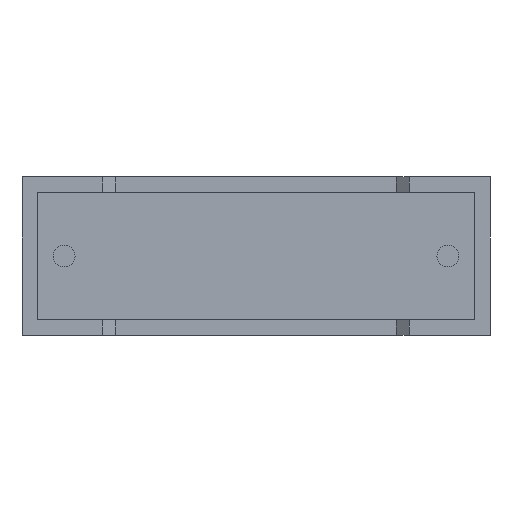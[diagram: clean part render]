
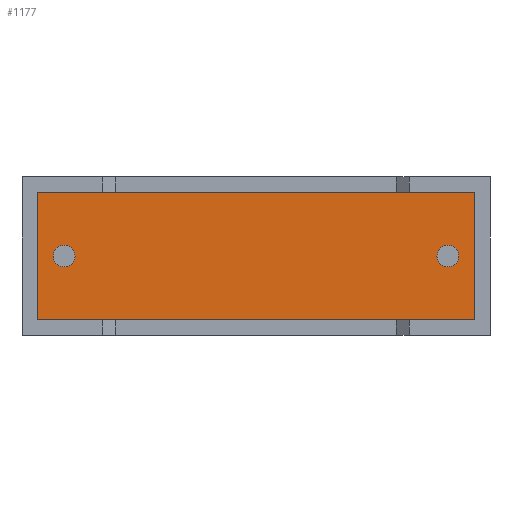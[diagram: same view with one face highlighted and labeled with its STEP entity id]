
A CAD part, front view. The second image highlights one B-rep face of the part: STEP entity #1177.
In plain terms, the highlighted planar face has unit normal (0, -1, 0).
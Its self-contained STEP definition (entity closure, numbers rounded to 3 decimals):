
#81 = LINE ( 'NONE', #2359, #2268 ) ;
#136 = VECTOR ( 'NONE', #1443, 1000. ) ;
#142 = CARTESIAN_POINT ( 'NONE',  ( 0.61, 0.75, 5.59 ) ) ;
#240 = LINE ( 'NONE', #1415, #136 ) ;
#268 = VERTEX_POINT ( 'NONE', #790 ) ;
#313 = EDGE_CURVE ( 'NONE', #2326, #2434, #1016, .T. ) ;
#328 = ORIENTED_EDGE ( 'NONE', *, *, #673, .F. ) ;
#329 = DIRECTION ( 'NONE',  ( 0., -1., 0. ) ) ;
#341 = FACE_BOUND ( 'NONE', #730, .T. ) ;
#454 = ORIENTED_EDGE ( 'NONE', *, *, #313, .T. ) ;
#491 = ORIENTED_EDGE ( 'NONE', *, *, #1364, .F. ) ;
#503 = EDGE_CURVE ( 'NONE', #2596, #3045, #240, .T. ) ;
#607 = LINE ( 'NONE', #645, #2050 ) ;
#641 = EDGE_CURVE ( 'NONE', #1420, #268, #2060, .T. ) ;
#645 = CARTESIAN_POINT ( 'NONE',  ( 17.69, 0.75, 5.59 ) ) ;
#671 = CIRCLE ( 'NONE', #674, 0.425 ) ;
#673 = EDGE_CURVE ( 'NONE', #1645, #699, #1014, .T. ) ;
#674 = AXIS2_PLACEMENT_3D ( 'NONE', #726, #949, #2613 ) ;
#681 = CARTESIAN_POINT ( 'NONE',  ( 17.69, 0.75, 0.61 ) ) ;
#699 = VERTEX_POINT ( 'NONE', #1739 ) ;
#726 = CARTESIAN_POINT ( 'NONE',  ( 16.65, 0.75, 3.1 ) ) ;
#730 = EDGE_LOOP ( 'NONE', ( #2367, #1418 ) ) ;
#790 = CARTESIAN_POINT ( 'NONE',  ( 1.65, 0.75, 3.525 ) ) ;
#949 = DIRECTION ( 'NONE',  ( 0., -1., 0. ) ) ;
#976 = CARTESIAN_POINT ( 'NONE',  ( 0., 0.75, 0. ) ) ;
#1009 = CARTESIAN_POINT ( 'NONE',  ( 1.65, 0.75, 3.1 ) ) ;
#1014 = CIRCLE ( 'NONE', #2115, 0.425 ) ;
#1016 = LINE ( 'NONE', #2577, #2196 ) ;
#1120 = DIRECTION ( 'NONE',  ( 0., -1., 0. ) ) ;
#1135 = AXIS2_PLACEMENT_3D ( 'NONE', #976, #2876, #2393 ) ;
#1177 = ADVANCED_FACE ( 'NONE', ( #1352, #1839, #341 ), #1908, .T. ) ;
#1207 = EDGE_CURVE ( 'NONE', #3045, #2326, #607, .T. ) ;
#1255 = EDGE_LOOP ( 'NONE', ( #491, #328 ) ) ;
#1297 = AXIS2_PLACEMENT_3D ( 'NONE', #2088, #1120, #1571 ) ;
#1330 = DIRECTION ( 'NONE',  ( -1., 0., 0. ) ) ;
#1338 = EDGE_CURVE ( 'NONE', #2434, #2596, #81, .T. ) ;
#1352 = FACE_BOUND ( 'NONE', #1255, .T. ) ;
#1364 = EDGE_CURVE ( 'NONE', #699, #1645, #671, .T. ) ;
#1415 = CARTESIAN_POINT ( 'NONE',  ( 17.69, 0.75, 0.61 ) ) ;
#1418 = ORIENTED_EDGE ( 'NONE', *, *, #641, .F. ) ;
#1420 = VERTEX_POINT ( 'NONE', #2396 ) ;
#1443 = DIRECTION ( 'NONE',  ( 0., 0., 1. ) ) ;
#1571 = DIRECTION ( 'NONE',  ( 0., 0., -1. ) ) ;
#1645 = VERTEX_POINT ( 'NONE', #2980 ) ;
#1739 = CARTESIAN_POINT ( 'NONE',  ( 16.65, 0.75, 3.525 ) ) ;
#1764 = DIRECTION ( 'NONE',  ( 1., 0., 0. ) ) ;
#1766 = CARTESIAN_POINT ( 'NONE',  ( 16.65, 0.75, 3.1 ) ) ;
#1839 = FACE_OUTER_BOUND ( 'NONE', #2917, .T. ) ;
#1908 = PLANE ( 'NONE',  #1135 ) ;
#1980 = DIRECTION ( 'NONE',  ( 0., 0., -1. ) ) ;
#2050 = VECTOR ( 'NONE', #1330, 1000. ) ;
#2060 = CIRCLE ( 'NONE', #2061, 0.425 ) ;
#2061 = AXIS2_PLACEMENT_3D ( 'NONE', #1009, #329, #1980 ) ;
#2070 = EDGE_CURVE ( 'NONE', #268, #1420, #2856, .T. ) ;
#2088 = CARTESIAN_POINT ( 'NONE',  ( 1.65, 0.75, 3.1 ) ) ;
#2115 = AXIS2_PLACEMENT_3D ( 'NONE', #1766, #2919, #2687 ) ;
#2196 = VECTOR ( 'NONE', #3046, 1000. ) ;
#2268 = VECTOR ( 'NONE', #1764, 1000. ) ;
#2326 = VERTEX_POINT ( 'NONE', #142 ) ;
#2359 = CARTESIAN_POINT ( 'NONE',  ( 0.61, 0.75, 0.61 ) ) ;
#2367 = ORIENTED_EDGE ( 'NONE', *, *, #2070, .F. ) ;
#2393 = DIRECTION ( 'NONE',  ( 0., 0., -1. ) ) ;
#2396 = CARTESIAN_POINT ( 'NONE',  ( 1.65, 0.75, 2.675 ) ) ;
#2434 = VERTEX_POINT ( 'NONE', #2724 ) ;
#2574 = ORIENTED_EDGE ( 'NONE', *, *, #503, .T. ) ;
#2577 = CARTESIAN_POINT ( 'NONE',  ( 0.61, 0.75, 5.59 ) ) ;
#2587 = CARTESIAN_POINT ( 'NONE',  ( 17.69, 0.75, 5.59 ) ) ;
#2596 = VERTEX_POINT ( 'NONE', #681 ) ;
#2613 = DIRECTION ( 'NONE',  ( 0., 0., -1. ) ) ;
#2651 = ORIENTED_EDGE ( 'NONE', *, *, #1338, .T. ) ;
#2687 = DIRECTION ( 'NONE',  ( 0., 0., -1. ) ) ;
#2724 = CARTESIAN_POINT ( 'NONE',  ( 0.61, 0.75, 0.61 ) ) ;
#2793 = ORIENTED_EDGE ( 'NONE', *, *, #1207, .T. ) ;
#2856 = CIRCLE ( 'NONE', #1297, 0.425 ) ;
#2876 = DIRECTION ( 'NONE',  ( 0., -1., 0. ) ) ;
#2917 = EDGE_LOOP ( 'NONE', ( #454, #2651, #2574, #2793 ) ) ;
#2919 = DIRECTION ( 'NONE',  ( 0., -1., 0. ) ) ;
#2980 = CARTESIAN_POINT ( 'NONE',  ( 16.65, 0.75, 2.675 ) ) ;
#3045 = VERTEX_POINT ( 'NONE', #2587 ) ;
#3046 = DIRECTION ( 'NONE',  ( 0., 0., -1. ) ) ;
